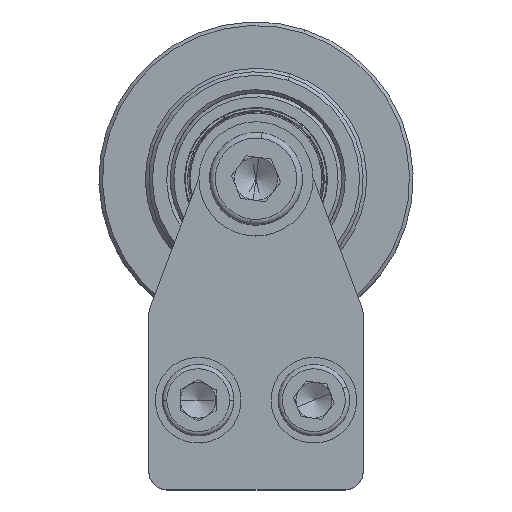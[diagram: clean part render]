
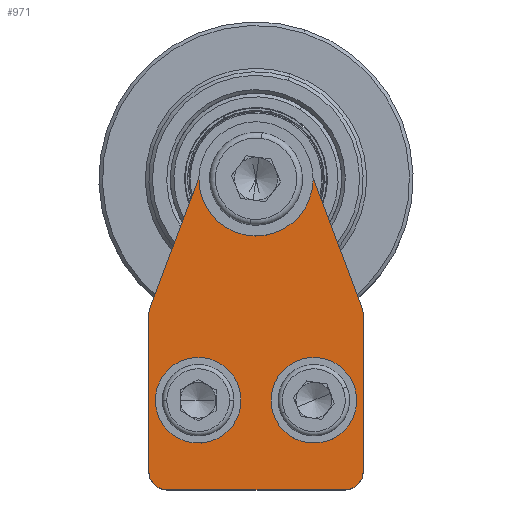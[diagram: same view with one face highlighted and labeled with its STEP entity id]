
A CAD part, top view. The second image highlights one B-rep face of the part: STEP entity #971.
In plain terms, the highlighted planar face has unit normal (0, 0, 1).
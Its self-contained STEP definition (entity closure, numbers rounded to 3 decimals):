
#108 = AXIS2_PLACEMENT_3D ( 'NONE', #10632, #8149, #737 ) ;
#219 = DIRECTION ( 'NONE',  ( 1., 0., 0. ) ) ;
#257 = VERTEX_POINT ( 'NONE', #1077 ) ;
#472 = VECTOR ( 'NONE', #16157, 1000. ) ;
#575 = DIRECTION ( 'NONE',  ( 1., 0., 0. ) ) ;
#592 = DIRECTION ( 'NONE',  ( 0., 0., 1. ) ) ;
#686 = DIRECTION ( 'NONE',  ( 0., 0., 1. ) ) ;
#737 = DIRECTION ( 'NONE',  ( 1., 0., 0. ) ) ;
#738 = CARTESIAN_POINT ( 'NONE',  ( -11.2, 0., 2.5 ) ) ;
#971 = ADVANCED_FACE ( 'NONE', ( #13143, #10575, #7381, #7736 ), #9187, .T. ) ;
#1077 = CARTESIAN_POINT ( 'NONE',  ( 15., -10., 2.5 ) ) ;
#1415 = VECTOR ( 'NONE', #6196, 1000. ) ;
#1536 = ORIENTED_EDGE ( 'NONE', *, *, #13637, .F. ) ;
#1558 = CARTESIAN_POINT ( 'NONE',  ( 15., -12.5, 2.5 ) ) ;
#1664 = CIRCLE ( 'NONE', #13059, 3.1 ) ;
#1685 = VERTEX_POINT ( 'NONE', #7062 ) ;
#1694 = EDGE_CURVE ( 'NONE', #257, #12765, #11516, .T. ) ;
#1759 = DIRECTION ( 'NONE',  ( 1., 0., 0. ) ) ;
#1954 = CARTESIAN_POINT ( 'NONE',  ( -15., -10., 2.5 ) ) ;
#2049 = CARTESIAN_POINT ( 'NONE',  ( 11.2, 0., 2.5 ) ) ;
#2217 = DIRECTION ( 'NONE',  ( 1., 0., 0. ) ) ;
#2554 = AXIS2_PLACEMENT_3D ( 'NONE', #6088, #3353, #8877 ) ;
#2764 = ORIENTED_EDGE ( 'NONE', *, *, #2796, .F. ) ;
#2796 = EDGE_CURVE ( 'NONE', #15116, #14780, #17853, .T. ) ;
#3103 = CARTESIAN_POINT ( 'NONE',  ( 0., 52.5, 2.5 ) ) ;
#3131 = AXIS2_PLACEMENT_3D ( 'NONE', #7669, #686, #6220 ) ;
#3353 = DIRECTION ( 'NONE',  ( 0., 0., 1. ) ) ;
#3469 = CARTESIAN_POINT ( 'NONE',  ( -8.1, 0., 2.5 ) ) ;
#3604 = CARTESIAN_POINT ( 'NONE',  ( 12.5, -12.5, 2.5 ) ) ;
#3646 = EDGE_CURVE ( 'NONE', #11610, #257, #11222, .T. ) ;
#3805 = DIRECTION ( 'NONE',  ( 0., 0., 1. ) ) ;
#3828 = CARTESIAN_POINT ( 'NONE',  ( 0., 31., 2.5 ) ) ;
#3942 = ORIENTED_EDGE ( 'NONE', *, *, #11824, .T. ) ;
#4154 = ORIENTED_EDGE ( 'NONE', *, *, #4419, .T. ) ;
#4174 = AXIS2_PLACEMENT_3D ( 'NONE', #5028, #592, #17439 ) ;
#4213 = LINE ( 'NONE', #3103, #5186 ) ;
#4342 = CARTESIAN_POINT ( 'NONE',  ( 5., 0., 2.5 ) ) ;
#4407 = CIRCLE ( 'NONE', #10208, 2.5 ) ;
#4419 = EDGE_CURVE ( 'NONE', #14242, #15292, #4968, .T. ) ;
#4806 = ORIENTED_EDGE ( 'NONE', *, *, #1694, .T. ) ;
#4968 = CIRCLE ( 'NONE', #5539, 7.5 ) ;
#5028 = CARTESIAN_POINT ( 'NONE',  ( 0., 0., 2.5 ) ) ;
#5073 = EDGE_CURVE ( 'NONE', #12765, #5248, #13431, .T. ) ;
#5186 = VECTOR ( 'NONE', #9934, 1000. ) ;
#5248 = VERTEX_POINT ( 'NONE', #9209 ) ;
#5539 = AXIS2_PLACEMENT_3D ( 'NONE', #15894, #16074, #6007 ) ;
#5545 = ORIENTED_EDGE ( 'NONE', *, *, #9159, .F. ) ;
#5562 = AXIS2_PLACEMENT_3D ( 'NONE', #5687, #17915, #6861 ) ;
#5571 = VERTEX_POINT ( 'NONE', #4342 ) ;
#5687 = CARTESIAN_POINT ( 'NONE',  ( 12.5, 12.047, 2.5 ) ) ;
#5798 = VERTEX_POINT ( 'NONE', #14376 ) ;
#5955 = CARTESIAN_POINT ( 'NONE',  ( 0., 31., 2.5 ) ) ;
#6007 = DIRECTION ( 'NONE',  ( 1., 0., 0. ) ) ;
#6037 = DIRECTION ( 'NONE',  ( 0., 0., 1. ) ) ;
#6088 = CARTESIAN_POINT ( 'NONE',  ( 8.1, 0., 2.5 ) ) ;
#6196 = DIRECTION ( 'NONE',  ( 1., 0., 0. ) ) ;
#6220 = DIRECTION ( 'NONE',  ( 1., 0., 0. ) ) ;
#6340 = CARTESIAN_POINT ( 'NONE',  ( -7.022, 33.773, 2.5 ) ) ;
#6588 = ORIENTED_EDGE ( 'NONE', *, *, #13683, .F. ) ;
#6861 = DIRECTION ( 'NONE',  ( 1., 0., 0. ) ) ;
#6886 = CIRCLE ( 'NONE', #17111, 4.1 ) ;
#7062 = CARTESIAN_POINT ( 'NONE',  ( -4.1, 31., 2.5 ) ) ;
#7111 = DIRECTION ( 'NONE',  ( 1., 0., 0. ) ) ;
#7292 = CARTESIAN_POINT ( 'NONE',  ( 15., 12.047, 2.5 ) ) ;
#7342 = CARTESIAN_POINT ( 'NONE',  ( -12.5, -10., 2.5 ) ) ;
#7381 = FACE_BOUND ( 'NONE', #13690, .T. ) ;
#7386 = DIRECTION ( 'NONE',  ( 0., 0., 1. ) ) ;
#7478 = ORIENTED_EDGE ( 'NONE', *, *, #12734, .F. ) ;
#7583 = CIRCLE ( 'NONE', #8153, 4.1 ) ;
#7669 = CARTESIAN_POINT ( 'NONE',  ( 8.1, 0., 2.5 ) ) ;
#7736 = FACE_BOUND ( 'NONE', #15811, .T. ) ;
#7885 = CARTESIAN_POINT ( 'NONE',  ( -15., 12.047, 2.5 ) ) ;
#8149 = DIRECTION ( 'NONE',  ( 0., 0., 1. ) ) ;
#8153 = AXIS2_PLACEMENT_3D ( 'NONE', #3828, #14598, #13578 ) ;
#8273 = ORIENTED_EDGE ( 'NONE', *, *, #17772, .F. ) ;
#8333 = CIRCLE ( 'NONE', #9211, 2.5 ) ;
#8877 = DIRECTION ( 'NONE',  ( 1., 0., 0. ) ) ;
#9156 = CARTESIAN_POINT ( 'NONE',  ( -8.1, 0., 2.5 ) ) ;
#9159 = EDGE_CURVE ( 'NONE', #5571, #12151, #17425, .T. ) ;
#9187 = PLANE ( 'NONE',  #4174 ) ;
#9209 = CARTESIAN_POINT ( 'NONE',  ( 14.841, 12.924, 2.5 ) ) ;
#9211 = AXIS2_PLACEMENT_3D ( 'NONE', #10119, #6037, #7111 ) ;
#9610 = EDGE_CURVE ( 'NONE', #15292, #9946, #14972, .T. ) ;
#9840 = VERTEX_POINT ( 'NONE', #7885 ) ;
#9934 = DIRECTION ( 'NONE',  ( -0.351, 0.936, 0. ) ) ;
#9946 = VERTEX_POINT ( 'NONE', #10978 ) ;
#9982 = DIRECTION ( 'NONE',  ( 0., 0., 1. ) ) ;
#10119 = CARTESIAN_POINT ( 'NONE',  ( -12.5, 12.047, 2.5 ) ) ;
#10208 = AXIS2_PLACEMENT_3D ( 'NONE', #7342, #9982, #1759 ) ;
#10345 = CARTESIAN_POINT ( 'NONE',  ( -5., 0., 2.5 ) ) ;
#10432 = VECTOR ( 'NONE', #14781, 1000. ) ;
#10575 = FACE_OUTER_BOUND ( 'NONE', #12090, .T. ) ;
#10632 = CARTESIAN_POINT ( 'NONE',  ( 12.5, -10., 2.5 ) ) ;
#10805 = ORIENTED_EDGE ( 'NONE', *, *, #9610, .T. ) ;
#10833 = ORIENTED_EDGE ( 'NONE', *, *, #12737, .T. ) ;
#10897 = CARTESIAN_POINT ( 'NONE',  ( -15., -12.5, 2.5 ) ) ;
#10978 = CARTESIAN_POINT ( 'NONE',  ( -14.841, 12.924, 2.5 ) ) ;
#11222 = CIRCLE ( 'NONE', #108, 2.5 ) ;
#11322 = VERTEX_POINT ( 'NONE', #12820 ) ;
#11516 = LINE ( 'NONE', #1558, #15384 ) ;
#11610 = VERTEX_POINT ( 'NONE', #3604 ) ;
#11824 = EDGE_CURVE ( 'NONE', #5248, #14242, #4213, .T. ) ;
#11922 = CARTESIAN_POINT ( 'NONE',  ( -15., 12.5, 2.5 ) ) ;
#12090 = EDGE_LOOP ( 'NONE', ( #3942, #4154, #10805, #10833, #18072, #15334, #17137, #17014, #4806, #17784 ) ) ;
#12151 = VERTEX_POINT ( 'NONE', #2049 ) ;
#12734 = EDGE_CURVE ( 'NONE', #11322, #1685, #6886, .T. ) ;
#12737 = EDGE_CURVE ( 'NONE', #9946, #9840, #8333, .T. ) ;
#12765 = VERTEX_POINT ( 'NONE', #7292 ) ;
#12820 = CARTESIAN_POINT ( 'NONE',  ( 4.1, 31., 2.5 ) ) ;
#12850 = CARTESIAN_POINT ( 'NONE',  ( -15., -12.5, 2.5 ) ) ;
#13059 = AXIS2_PLACEMENT_3D ( 'NONE', #9156, #3805, #2217 ) ;
#13143 = FACE_BOUND ( 'NONE', #15945, .T. ) ;
#13355 = CIRCLE ( 'NONE', #2554, 3.1 ) ;
#13431 = CIRCLE ( 'NONE', #5562, 2.5 ) ;
#13578 = DIRECTION ( 'NONE',  ( 1., 0., 0. ) ) ;
#13637 = EDGE_CURVE ( 'NONE', #12151, #5571, #13355, .T. ) ;
#13652 = LINE ( 'NONE', #10897, #472 ) ;
#13683 = EDGE_CURVE ( 'NONE', #14780, #15116, #1664, .T. ) ;
#13690 = EDGE_LOOP ( 'NONE', ( #6588, #2764 ) ) ;
#13739 = EDGE_CURVE ( 'NONE', #9840, #16229, #13652, .T. ) ;
#14242 = VERTEX_POINT ( 'NONE', #15760 ) ;
#14376 = CARTESIAN_POINT ( 'NONE',  ( -12.5, -12.5, 2.5 ) ) ;
#14598 = DIRECTION ( 'NONE',  ( 0., 0., 1. ) ) ;
#14692 = DIRECTION ( 'NONE',  ( 0., 0., 1. ) ) ;
#14780 = VERTEX_POINT ( 'NONE', #738 ) ;
#14781 = DIRECTION ( 'NONE',  ( -0.351, -0.936, 0. ) ) ;
#14972 = LINE ( 'NONE', #11922, #10432 ) ;
#15116 = VERTEX_POINT ( 'NONE', #10345 ) ;
#15292 = VERTEX_POINT ( 'NONE', #6340 ) ;
#15334 = ORIENTED_EDGE ( 'NONE', *, *, #17878, .T. ) ;
#15384 = VECTOR ( 'NONE', #17120, 1000. ) ;
#15609 = LINE ( 'NONE', #12850, #1415 ) ;
#15760 = CARTESIAN_POINT ( 'NONE',  ( 7.022, 33.773, 2.5 ) ) ;
#15811 = EDGE_LOOP ( 'NONE', ( #8273, #7478 ) ) ;
#15894 = CARTESIAN_POINT ( 'NONE',  ( 0., 31.14, 2.5 ) ) ;
#15945 = EDGE_LOOP ( 'NONE', ( #5545, #1536 ) ) ;
#16074 = DIRECTION ( 'NONE',  ( 0., 0., 1. ) ) ;
#16157 = DIRECTION ( 'NONE',  ( 0., -1., 0. ) ) ;
#16229 = VERTEX_POINT ( 'NONE', #1954 ) ;
#17014 = ORIENTED_EDGE ( 'NONE', *, *, #3646, .T. ) ;
#17111 = AXIS2_PLACEMENT_3D ( 'NONE', #5955, #7386, #219 ) ;
#17120 = DIRECTION ( 'NONE',  ( 0., 1., 0. ) ) ;
#17137 = ORIENTED_EDGE ( 'NONE', *, *, #17687, .T. ) ;
#17276 = AXIS2_PLACEMENT_3D ( 'NONE', #3469, #14692, #575 ) ;
#17425 = CIRCLE ( 'NONE', #3131, 3.1 ) ;
#17439 = DIRECTION ( 'NONE',  ( 1., 0., 0. ) ) ;
#17687 = EDGE_CURVE ( 'NONE', #5798, #11610, #15609, .T. ) ;
#17772 = EDGE_CURVE ( 'NONE', #1685, #11322, #7583, .T. ) ;
#17784 = ORIENTED_EDGE ( 'NONE', *, *, #5073, .T. ) ;
#17853 = CIRCLE ( 'NONE', #17276, 3.1 ) ;
#17878 = EDGE_CURVE ( 'NONE', #16229, #5798, #4407, .T. ) ;
#17915 = DIRECTION ( 'NONE',  ( 0., 0., 1. ) ) ;
#18072 = ORIENTED_EDGE ( 'NONE', *, *, #13739, .T. ) ;
